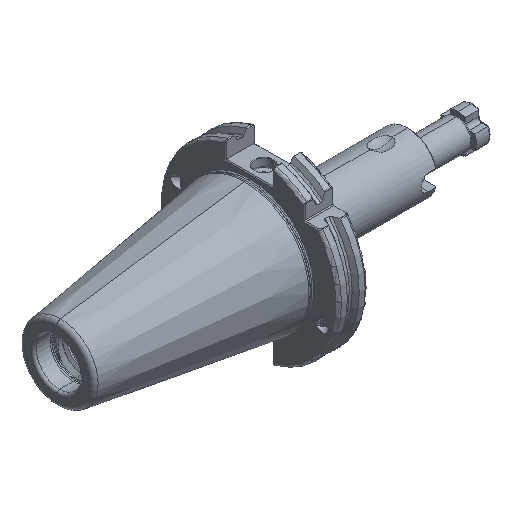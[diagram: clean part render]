
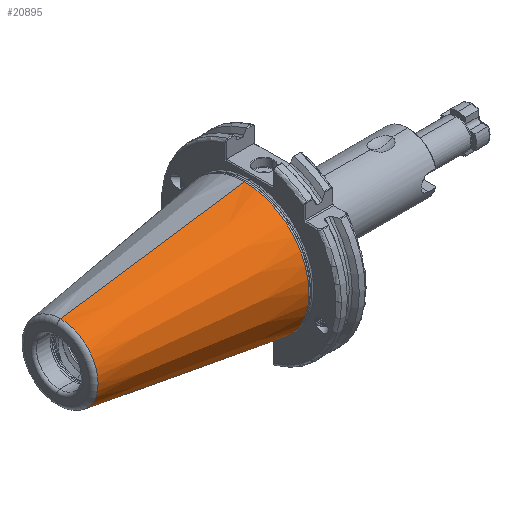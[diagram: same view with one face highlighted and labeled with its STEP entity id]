
A CAD part, isometric view. The second image highlights one B-rep face of the part: STEP entity #20895.
In plain terms, the highlighted conical face has half-angle 8.297 degrees and reference radius 35.392 mm.
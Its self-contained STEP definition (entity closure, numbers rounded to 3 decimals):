
#3955 = CARTESIAN_POINT ( 'NONE',  ( -102.811, 0., 20.399 ) ) ;
#3991 = CARTESIAN_POINT ( 'NONE',  ( -102.811, 0., -20.399 ) ) ;
#4035 = CARTESIAN_POINT ( 'NONE',  ( -2.5, 0., -35.027 ) ) ;
#4115 = CARTESIAN_POINT ( 'NONE',  ( -2.5, -35.027, 0. ) ) ;
#4154 = CARTESIAN_POINT ( 'NONE',  ( -2.5, 0., 35.027 ) ) ;
#4406 = VERTEX_POINT ( 'NONE', #3955 ) ;
#4453 = VERTEX_POINT ( 'NONE', #3991 ) ;
#4477 = VERTEX_POINT ( 'NONE', #4035 ) ;
#4551 = VERTEX_POINT ( 'NONE', #4115 ) ;
#4611 = VERTEX_POINT ( 'NONE', #4154 ) ;
#4646 = DIRECTION ( 'NONE',  ( 0., 0., 1. ) ) ;
#4682 = DIRECTION ( 'NONE',  ( 1., 0., 0. ) ) ;
#4730 = CARTESIAN_POINT ( 'NONE',  ( -102.811, 0., 0. ) ) ;
#4746 = DIRECTION ( 'NONE',  ( 1., 0., 0. ) ) ;
#4776 = CARTESIAN_POINT ( 'NONE',  ( -2.5, 0., 0. ) ) ;
#4815 = DIRECTION ( 'NONE',  ( 0., 1., 0. ) ) ;
#5731 = ORIENTED_EDGE ( 'NONE', *, *, #9577, .T. ) ;
#5785 = ORIENTED_EDGE ( 'NONE', *, *, #13156, .F. ) ;
#5848 = ORIENTED_EDGE ( 'NONE', *, *, #13203, .F. ) ;
#5877 = ORIENTED_EDGE ( 'NONE', *, *, #9585, .F. ) ;
#5895 = ORIENTED_EDGE ( 'NONE', *, *, #13187, .T. ) ;
#9577 = EDGE_CURVE ( 'NONE', #4406, #4453, #13664, .T. ) ;
#9585 = EDGE_CURVE ( 'NONE', #4551, #4477, #13685, .T. ) ;
#12770 = AXIS2_PLACEMENT_3D ( 'NONE', #14684, #14708, #14645 ) ;
#13156 = EDGE_CURVE ( 'NONE', #4406, #4611, #14650, .T. ) ;
#13187 = EDGE_CURVE ( 'NONE', #4453, #4477, #14612, .T. ) ;
#13203 = EDGE_CURVE ( 'NONE', #4611, #4551, #14780, .T. ) ;
#13212 = AXIS2_PLACEMENT_3D ( 'NONE', #4730, #4682, #4646 ) ;
#13246 = AXIS2_PLACEMENT_3D ( 'NONE', #4776, #4746, #4815 ) ;
#13664 = CIRCLE ( 'NONE', #13212, 20.399 ) ;
#13685 = CIRCLE ( 'NONE', #13246, 35.027 ) ;
#14612 = LINE ( 'NONE', #16186, #14690 ) ;
#14645 = DIRECTION ( 'NONE',  ( 0., 1., 0. ) ) ;
#14650 = LINE ( 'NONE', #16180, #14668 ) ;
#14668 = VECTOR ( 'NONE', #16165, 1000. ) ;
#14684 = CARTESIAN_POINT ( 'NONE',  ( -2.5, 0., 0. ) ) ;
#14690 = VECTOR ( 'NONE', #16181, 1000. ) ;
#14708 = DIRECTION ( 'NONE',  ( 1., 0., 0. ) ) ;
#14780 = CIRCLE ( 'NONE', #12770, 35.027 ) ;
#15199 = CONICAL_SURFACE ( 'NONE', #24312, 35.392, 0.145 ) ;
#15238 = FACE_OUTER_BOUND ( 'NONE', #16340, .T. ) ;
#16165 = DIRECTION ( 'NONE',  ( 0.99, 0., 0.144 ) ) ;
#16180 = CARTESIAN_POINT ( 'NONE',  ( 0., 0., 35.392 ) ) ;
#16181 = DIRECTION ( 'NONE',  ( 0.99, 0., -0.144 ) ) ;
#16186 = CARTESIAN_POINT ( 'NONE',  ( 0., 0., -35.392 ) ) ;
#16340 = EDGE_LOOP ( 'NONE', ( #5785, #5731, #5895, #5877, #5848 ) ) ;
#20895 = ADVANCED_FACE ( 'NONE', ( #15238 ), #15199, .T. ) ;
#24312 = AXIS2_PLACEMENT_3D ( 'NONE', #25179, #25225, #25221 ) ;
#25179 = CARTESIAN_POINT ( 'NONE',  ( 0., 0., 0. ) ) ;
#25221 = DIRECTION ( 'NONE',  ( 0., 0., -1. ) ) ;
#25225 = DIRECTION ( 'NONE',  ( 1., 0., 0. ) ) ;
